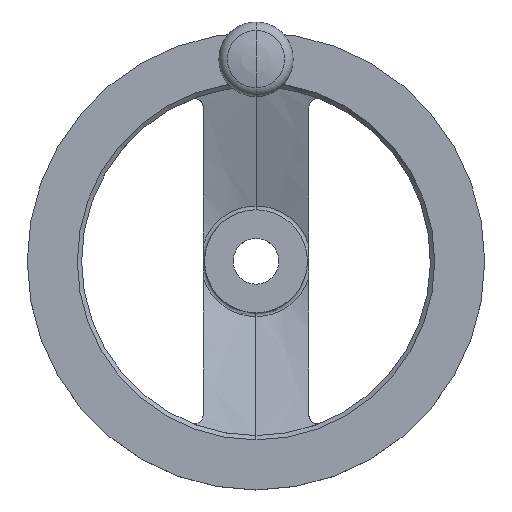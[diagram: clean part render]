
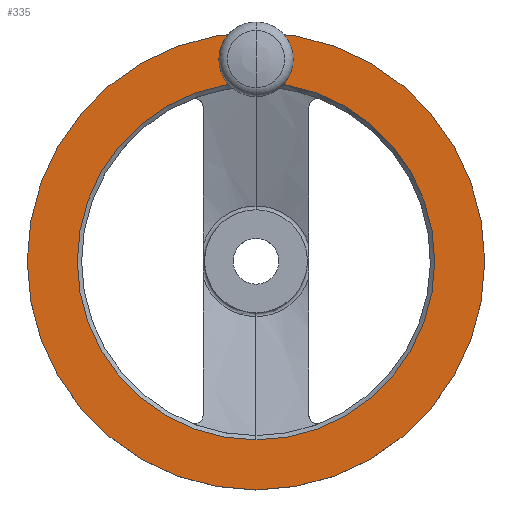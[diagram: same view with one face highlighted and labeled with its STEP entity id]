
A CAD part, top view. The second image highlights one B-rep face of the part: STEP entity #335.
In plain terms, the highlighted planar face has unit normal (0, 0, 1).
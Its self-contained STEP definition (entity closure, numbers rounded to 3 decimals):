
#305=EDGE_CURVE('',#701,#699,#810,.T.);
#309=EDGE_CURVE('',#547,#593,#814,.T.);
#317=EDGE_CURVE('',#561,#623,#824,.T.);
#323=EDGE_CURVE('',#699,#701,#831,.T.);
#335=ADVANCED_FACE('',(#844,#845,#846),#847,.T.);
#547=VERTEX_POINT('',#1083);
#561=VERTEX_POINT('',#1097);
#593=VERTEX_POINT('',#1133);
#605=EDGE_CURVE('',#593,#547,#1145,.T.);
#623=VERTEX_POINT('',#1165);
#675=EDGE_CURVE('',#623,#561,#1222,.T.);
#699=VERTEX_POINT('',#1250);
#701=VERTEX_POINT('',#1252);
#810=CIRCLE('',#1369,6.5);
#814=CIRCLE('',#1374,62.5);
#824=CIRCLE('',#1387,80.);
#831=CIRCLE('',#1397,6.5);
#844=FACE_BOUND('',#1414,.T.);
#845=FACE_BOUND('',#1415,.T.);
#846=FACE_OUTER_BOUND('',#1416,.T.);
#847=PLANE('',#1417);
#1083=CARTESIAN_POINT('',(0.,62.5,39.0));
#1097=CARTESIAN_POINT('',(0.,-80.0,39.0));
#1133=CARTESIAN_POINT('',(0.,-62.5,39.0));
#1145=CIRCLE('',#1991,62.5);
#1165=CARTESIAN_POINT('',(0.,80.,39.0));
#1222=CIRCLE('',#2166,80.);
#1250=CARTESIAN_POINT('',(0.,77.,39.0));
#1252=CARTESIAN_POINT('',(0.,64.,39.));
#1369=AXIS2_PLACEMENT_3D('',#2344,#2345,#2346);
#1374=AXIS2_PLACEMENT_3D('',#2347,#2348,#2349);
#1387=AXIS2_PLACEMENT_3D('',#2368,#2369,#2370);
#1397=AXIS2_PLACEMENT_3D('',#2381,#2382,#2383);
#1414=EDGE_LOOP('',(#2405,#2406));
#1415=EDGE_LOOP('',(#2407,#2408));
#1416=EDGE_LOOP('',(#2409,#2410));
#1417=AXIS2_PLACEMENT_3D('',#2411,#2412,#2413);
#1991=AXIS2_PLACEMENT_3D('',#2762,#2763,#2764);
#2166=AXIS2_PLACEMENT_3D('',#2847,#2848,#2849);
#2344=CARTESIAN_POINT('',(0.,70.5,39.0));
#2345=DIRECTION('',(0.,0.,-1.0));
#2346=DIRECTION('',(0.,-1.0,0.));
#2347=CARTESIAN_POINT('',(0.,0.,39.0));
#2348=DIRECTION('',(0.,0.,1.0));
#2349=DIRECTION('',(0.,1.0,0.));
#2368=CARTESIAN_POINT('',(0.,0.,39.0));
#2369=DIRECTION('',(0.,0.,1.0));
#2370=DIRECTION('',(0.,1.0,0.));
#2381=CARTESIAN_POINT('',(0.,70.5,39.0));
#2382=DIRECTION('',(0.,0.,-1.0));
#2383=DIRECTION('',(0.,-1.0,0.));
#2405=ORIENTED_EDGE('',*,*,#305,.T.);
#2406=ORIENTED_EDGE('',*,*,#323,.T.);
#2407=ORIENTED_EDGE('',*,*,#309,.F.);
#2408=ORIENTED_EDGE('',*,*,#605,.F.);
#2409=ORIENTED_EDGE('',*,*,#675,.T.);
#2410=ORIENTED_EDGE('',*,*,#317,.T.);
#2411=CARTESIAN_POINT('',(0.,71.25,39.0));
#2412=DIRECTION('',(0.,0.,1.0));
#2413=DIRECTION('',(0.,1.0,0.0));
#2762=CARTESIAN_POINT('',(0.,0.,39.0));
#2763=DIRECTION('',(0.,0.,1.0));
#2764=DIRECTION('',(0.,1.0,0.));
#2847=CARTESIAN_POINT('',(0.,0.,39.0));
#2848=DIRECTION('',(0.,0.,1.0));
#2849=DIRECTION('',(0.,1.0,0.));
